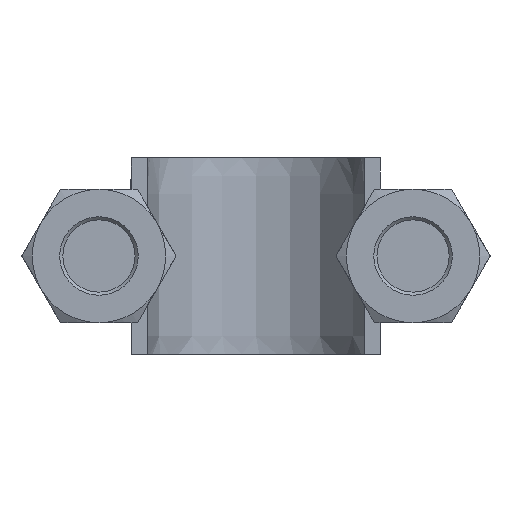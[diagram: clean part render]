
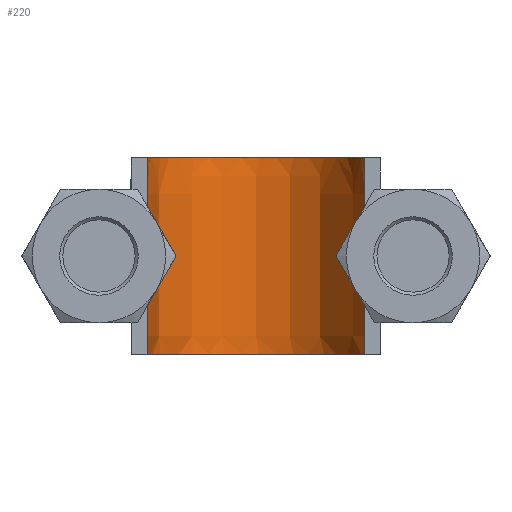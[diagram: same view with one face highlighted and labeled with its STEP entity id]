
A CAD part, front view. The second image highlights one B-rep face of the part: STEP entity #220.
In plain terms, the highlighted face is a extrusion surface.
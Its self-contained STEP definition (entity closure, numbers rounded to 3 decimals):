
#220 = ADVANCED_FACE( '', ( #285 ), #286, .T. );
#285 = FACE_OUTER_BOUND( '', #429, .T. );
#286 = SURFACE_OF_LINEAR_EXTRUSION( '', #430, #431 );
#429 = EDGE_LOOP( '', ( #1456, #1457, #1458, #1459 ) );
#430 = B_SPLINE_CURVE_WITH_KNOTS( '', 3, ( #1460, #1461, #1462, #1463, #1464, #1465, #1466, #1467, #1468, #1469, #1470, #1471, #1472, #1473, #1474, #1475, #1476, #1477 ), .UNSPECIFIED., .F., .F., ( 4, 3, 1, 1, 1, 1, 1, 1, 1, 1, 3, 4 ), ( 0.264, 1., 1.5, 1.75, 2., 3., 4., 5., 5.25, 5.5, 6., 6.736 ), .UNSPECIFIED. );
#431 = VECTOR( '', #1478, 1000. );
#1456 = ORIENTED_EDGE( '', *, *, #1911, .F. );
#1457 = ORIENTED_EDGE( '', *, *, #1914, .T. );
#1458 = ORIENTED_EDGE( '', *, *, #1915, .T. );
#1459 = ORIENTED_EDGE( '', *, *, #1916, .F. );
#1460 = CARTESIAN_POINT( '', ( -13.85, 72.3, -59.09 ) );
#1461 = CARTESIAN_POINT( '', ( -13.85, 76.25, -59.09 ) );
#1462 = CARTESIAN_POINT( '', ( -13.85, 80.2, -59.09 ) );
#1463 = CARTESIAN_POINT( '', ( -13.85, 84.15, -59.09 ) );
#1464 = CARTESIAN_POINT( '', ( -13.85, 85.576, -59.09 ) );
#1465 = CARTESIAN_POINT( '', ( -13.499, 87.765, -59.09 ) );
#1466 = CARTESIAN_POINT( '', ( -12.376, 90.481, -59.09 ) );
#1467 = CARTESIAN_POINT( '', ( -10.131, 94.167, -59.09 ) );
#1468 = CARTESIAN_POINT( '', ( -4.564, 98.224, -59.09 ) );
#1469 = CARTESIAN_POINT( '', ( 4.564, 98.224, -59.09 ) );
#1470 = CARTESIAN_POINT( '', ( 10.131, 94.167, -59.09 ) );
#1471 = CARTESIAN_POINT( '', ( 12.376, 90.481, -59.09 ) );
#1472 = CARTESIAN_POINT( '', ( 13.499, 87.765, -59.09 ) );
#1473 = CARTESIAN_POINT( '', ( 13.85, 85.576, -59.09 ) );
#1474 = CARTESIAN_POINT( '', ( 13.85, 84.15, -59.09 ) );
#1475 = CARTESIAN_POINT( '', ( 13.85, 80.2, -59.09 ) );
#1476 = CARTESIAN_POINT( '', ( 13.85, 76.25, -59.09 ) );
#1477 = CARTESIAN_POINT( '', ( 13.85, 72.3, -59.09 ) );
#1478 = DIRECTION( '', ( 0., 0., 1. ) );
#1911 = EDGE_CURVE( '', #2038, #2040, #2041, .T. );
#1914 = EDGE_CURVE( '', #2038, #2045, #2046, .T. );
#1915 = EDGE_CURVE( '', #2045, #2047, #2048, .T. );
#1916 = EDGE_CURVE( '', #2040, #2047, #2049, .T. );
#2038 = VERTEX_POINT( '', #2259 );
#2040 = VERTEX_POINT( '', #2262 );
#2041 = LINE( '', #2263, #2264 );
#2045 = VERTEX_POINT( '', #2299 );
#2046 = B_SPLINE_CURVE_WITH_KNOTS( '', 3, ( #2300, #2301, #2302, #2303, #2304, #2305, #2306, #2307, #2308, #2309, #2310, #2311, #2312, #2313, #2314, #2315, #2316, #2317 ), .UNSPECIFIED., .F., .F., ( 4, 3, 1, 1, 1, 1, 1, 1, 1, 1, 3, 4 ), ( 0.264, 1., 1.5, 1.75, 2., 3., 4., 5., 5.25, 5.5, 6., 6.736 ), .UNSPECIFIED. );
#2047 = VERTEX_POINT( '', #2318 );
#2048 = LINE( '', #2319, #2320 );
#2049 = B_SPLINE_CURVE_WITH_KNOTS( '', 3, ( #2321, #2322, #2323, #2324, #2325, #2326, #2327, #2328, #2329, #2330, #2331, #2332, #2333, #2334, #2335, #2336, #2337, #2338 ), .UNSPECIFIED., .F., .F., ( 4, 3, 1, 1, 1, 1, 1, 1, 1, 1, 3, 4 ), ( 0.264, 1., 1.5, 1.75, 2., 3., 4., 5., 5.25, 5.5, 6., 6.736 ), .UNSPECIFIED. );
#2259 = CARTESIAN_POINT( '', ( -13.85, 72.3, -12.5 ) );
#2262 = CARTESIAN_POINT( '', ( -13.85, 72.3, 12.5 ) );
#2263 = CARTESIAN_POINT( '', ( -13.85, 72.3, -59.09 ) );
#2264 = VECTOR( '', #2820, 1000. );
#2299 = CARTESIAN_POINT( '', ( 13.85, 72.3, -12.5 ) );
#2300 = CARTESIAN_POINT( '', ( -13.85, 72.3, -12.5 ) );
#2301 = CARTESIAN_POINT( '', ( -13.85, 76.25, -12.5 ) );
#2302 = CARTESIAN_POINT( '', ( -13.85, 80.2, -12.5 ) );
#2303 = CARTESIAN_POINT( '', ( -13.85, 84.15, -12.5 ) );
#2304 = CARTESIAN_POINT( '', ( -13.85, 85.576, -12.5 ) );
#2305 = CARTESIAN_POINT( '', ( -13.499, 87.765, -12.5 ) );
#2306 = CARTESIAN_POINT( '', ( -12.376, 90.481, -12.5 ) );
#2307 = CARTESIAN_POINT( '', ( -10.131, 94.167, -12.5 ) );
#2308 = CARTESIAN_POINT( '', ( -4.564, 98.224, -12.5 ) );
#2309 = CARTESIAN_POINT( '', ( 4.564, 98.224, -12.5 ) );
#2310 = CARTESIAN_POINT( '', ( 10.131, 94.167, -12.5 ) );
#2311 = CARTESIAN_POINT( '', ( 12.376, 90.481, -12.5 ) );
#2312 = CARTESIAN_POINT( '', ( 13.499, 87.765, -12.5 ) );
#2313 = CARTESIAN_POINT( '', ( 13.85, 85.576, -12.5 ) );
#2314 = CARTESIAN_POINT( '', ( 13.85, 84.15, -12.5 ) );
#2315 = CARTESIAN_POINT( '', ( 13.85, 80.2, -12.5 ) );
#2316 = CARTESIAN_POINT( '', ( 13.85, 76.25, -12.5 ) );
#2317 = CARTESIAN_POINT( '', ( 13.85, 72.3, -12.5 ) );
#2318 = CARTESIAN_POINT( '', ( 13.85, 72.3, 12.5 ) );
#2319 = CARTESIAN_POINT( '', ( 13.85, 72.3, -59.09 ) );
#2320 = VECTOR( '', #2822, 1000. );
#2321 = CARTESIAN_POINT( '', ( -13.85, 72.3, 12.5 ) );
#2322 = CARTESIAN_POINT( '', ( -13.85, 76.25, 12.5 ) );
#2323 = CARTESIAN_POINT( '', ( -13.85, 80.2, 12.5 ) );
#2324 = CARTESIAN_POINT( '', ( -13.85, 84.15, 12.5 ) );
#2325 = CARTESIAN_POINT( '', ( -13.85, 85.576, 12.5 ) );
#2326 = CARTESIAN_POINT( '', ( -13.499, 87.765, 12.5 ) );
#2327 = CARTESIAN_POINT( '', ( -12.376, 90.481, 12.5 ) );
#2328 = CARTESIAN_POINT( '', ( -10.131, 94.167, 12.5 ) );
#2329 = CARTESIAN_POINT( '', ( -4.564, 98.224, 12.5 ) );
#2330 = CARTESIAN_POINT( '', ( 4.564, 98.224, 12.5 ) );
#2331 = CARTESIAN_POINT( '', ( 10.131, 94.167, 12.5 ) );
#2332 = CARTESIAN_POINT( '', ( 12.376, 90.481, 12.5 ) );
#2333 = CARTESIAN_POINT( '', ( 13.499, 87.765, 12.5 ) );
#2334 = CARTESIAN_POINT( '', ( 13.85, 85.576, 12.5 ) );
#2335 = CARTESIAN_POINT( '', ( 13.85, 84.15, 12.5 ) );
#2336 = CARTESIAN_POINT( '', ( 13.85, 80.2, 12.5 ) );
#2337 = CARTESIAN_POINT( '', ( 13.85, 76.25, 12.5 ) );
#2338 = CARTESIAN_POINT( '', ( 13.85, 72.3, 12.5 ) );
#2820 = DIRECTION( '', ( 0., 0., 1. ) );
#2822 = DIRECTION( '', ( 0., 0., 1. ) );
